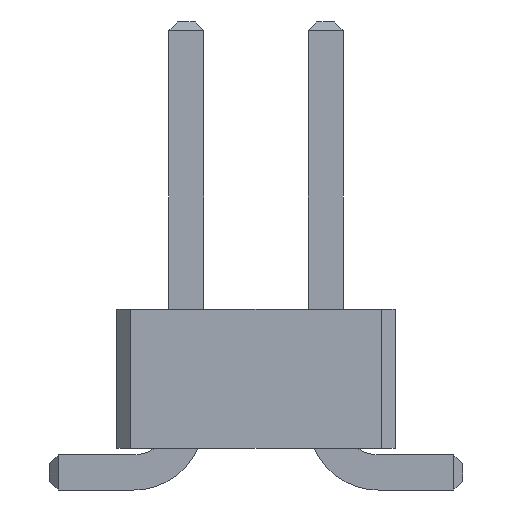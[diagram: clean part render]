
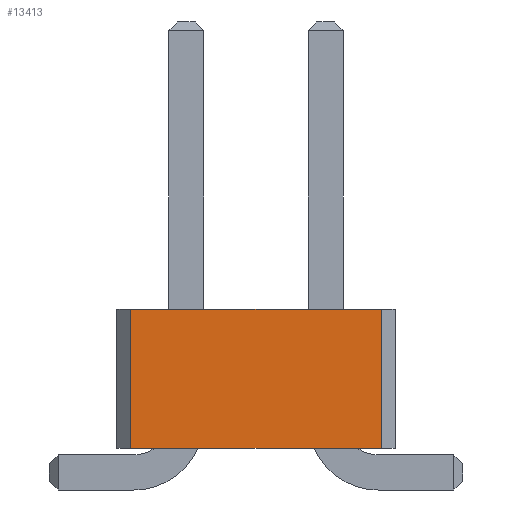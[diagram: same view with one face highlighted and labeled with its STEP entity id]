
A CAD part, front view. The second image highlights one B-rep face of the part: STEP entity #13413.
In plain terms, the highlighted planar face has unit normal (0, -1, 0).
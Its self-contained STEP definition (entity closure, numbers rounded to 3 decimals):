
#1031 = VERTEX_POINT('',#1032);
#1032 = CARTESIAN_POINT('',(2.286,-50.8,0.76));
#1038 = EDGE_CURVE('',#1039,#1031,#1041,.T.);
#1039 = VERTEX_POINT('',#1040);
#1040 = CARTESIAN_POINT('',(-2.286,-50.8,0.76));
#1041 = LINE('',#1042,#1043);
#1042 = CARTESIAN_POINT('',(-2.54,-50.8,0.76));
#1043 = VECTOR('',#1044,1.);
#1044 = DIRECTION('',(1.,0.,0.));
#5711 = VERTEX_POINT('',#5712);
#5712 = CARTESIAN_POINT('',(-2.286,-50.8,3.3));
#5718 = EDGE_CURVE('',#5711,#5719,#5721,.T.);
#5719 = VERTEX_POINT('',#5720);
#5720 = CARTESIAN_POINT('',(2.286,-50.8,3.3));
#5721 = LINE('',#5722,#5723);
#5722 = CARTESIAN_POINT('',(-2.54,-50.8,3.3));
#5723 = VECTOR('',#5724,1.);
#5724 = DIRECTION('',(1.,0.,0.));
#13403 = EDGE_CURVE('',#1039,#5711,#13404,.T.);
#13404 = LINE('',#13405,#13406);
#13405 = CARTESIAN_POINT('',(-2.286,-50.8,0.76));
#13406 = VECTOR('',#13407,1.);
#13407 = DIRECTION('',(0.,0.,1.));
#13413 = ADVANCED_FACE('',(#13414),#13425,.F.);
#13414 = FACE_BOUND('',#13415,.F.);
#13415 = EDGE_LOOP('',(#13416,#13417,#13418,#13419));
#13416 = ORIENTED_EDGE('',*,*,#1038,.F.);
#13417 = ORIENTED_EDGE('',*,*,#13403,.T.);
#13418 = ORIENTED_EDGE('',*,*,#5718,.T.);
#13419 = ORIENTED_EDGE('',*,*,#13420,.F.);
#13420 = EDGE_CURVE('',#1031,#5719,#13421,.T.);
#13421 = LINE('',#13422,#13423);
#13422 = CARTESIAN_POINT('',(2.286,-50.8,0.76));
#13423 = VECTOR('',#13424,1.);
#13424 = DIRECTION('',(0.,0.,1.));
#13425 = PLANE('',#13426);
#13426 = AXIS2_PLACEMENT_3D('',#13427,#13428,#13429);
#13427 = CARTESIAN_POINT('',(-2.54,-50.8,0.76));
#13428 = DIRECTION('',(0.,1.,0.));
#13429 = DIRECTION('',(1.,0.,0.));
